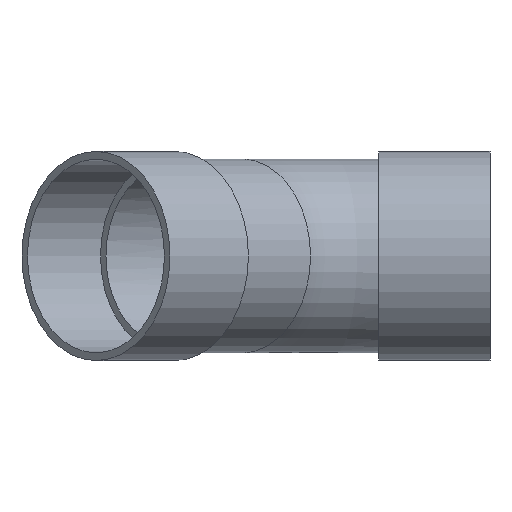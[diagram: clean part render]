
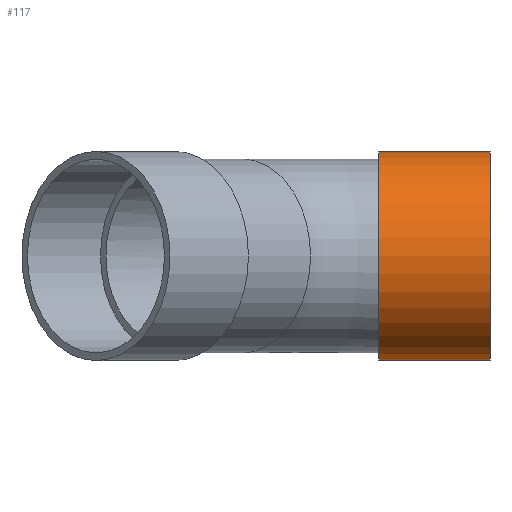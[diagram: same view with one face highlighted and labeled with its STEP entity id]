
A CAD part, left-side view. The second image highlights one B-rep face of the part: STEP entity #117.
In plain terms, the highlighted cylindrical face has radius 40.5 mm (diameter 81 mm), a full revolution.
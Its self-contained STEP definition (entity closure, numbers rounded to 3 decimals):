
#117 = ADVANCED_FACE( '', ( #236, #237 ), #238, .T. );
#236 = FACE_OUTER_BOUND( '', #340, .T. );
#237 = FACE_OUTER_BOUND( '', #341, .T. );
#238 = CYLINDRICAL_SURFACE( '', #342, 40.5 );
#340 = EDGE_LOOP( '', ( #496 ) );
#341 = EDGE_LOOP( '', ( #497 ) );
#342 = AXIS2_PLACEMENT_3D( '', #498, #499, #500 );
#496 = ORIENTED_EDGE( '', *, *, #509, .F. );
#497 = ORIENTED_EDGE( '', *, *, #549, .T. );
#498 = CARTESIAN_POINT( '', ( 0., 0., 0. ) );
#499 = DIRECTION( '', ( 0., 1., 0. ) );
#500 = DIRECTION( '', ( 0., 0., -1. ) );
#509 = EDGE_CURVE( '', #568, #568, #569, .T. );
#549 = EDGE_CURVE( '', #626, #626, #627, .T. );
#568 = VERTEX_POINT( '', #700 );
#569 = CIRCLE( '', #701, 40.5 );
#626 = VERTEX_POINT( '', #810 );
#627 = CIRCLE( '', #811, 40.5 );
#700 = CARTESIAN_POINT( '', ( 0., 0., -40.5 ) );
#701 = AXIS2_PLACEMENT_3D( '', #827, #828, #829 );
#810 = CARTESIAN_POINT( '', ( 0., 43., -40.5 ) );
#811 = AXIS2_PLACEMENT_3D( '', #890, #891, #892 );
#827 = CARTESIAN_POINT( '', ( 0., 0., 0. ) );
#828 = DIRECTION( '', ( 0., -1., 0. ) );
#829 = DIRECTION( '', ( 0., 0., -1. ) );
#890 = CARTESIAN_POINT( '', ( 0., 43., 0. ) );
#891 = DIRECTION( '', ( 0., -1., 0. ) );
#892 = DIRECTION( '', ( 0., 0., -1. ) );
